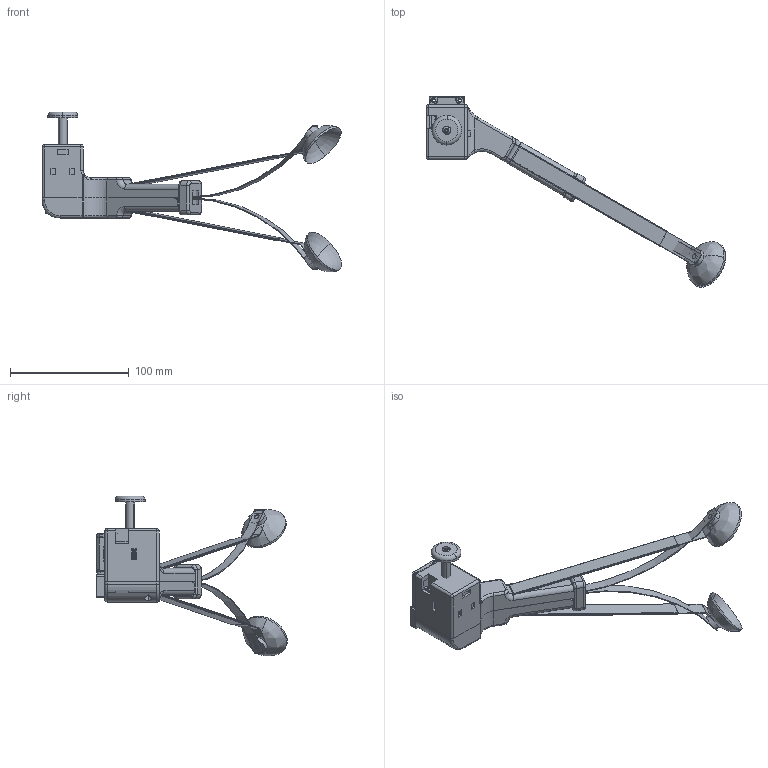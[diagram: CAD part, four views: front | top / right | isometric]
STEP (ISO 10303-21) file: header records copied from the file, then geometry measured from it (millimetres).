
FILE_DESCRIPTION (( 'STEP AP214' ), '1' );
FILE_NAME ('ASM-207_Gripper_Simple.STEP', '2023-01-03T01:10:09', ( '' ), ( '' ), 'SwSTEP 2.0', 'SolidWorks 2018', '' );
FILE_SCHEMA (( 'AUTOMOTIVE_DESIGN' ));
Length unit declared in the file: millimetre
Products named in the file (1): ASM-207_Gripper_Simple
Bounding box: 251.85 x 160.2 x 134.51 mm (x, y, z)
Surface area: 72381.3 mm2 (no closed solid volume)
Topology: 0 solids, 25 shells, 406 faces, 1405 edges, 989 vertices
Faces by surface type: plane 217, cylinder 120, torus 26, cone 23, bspline 10, sphere 10
Entity records: 20239 total; most frequent: CARTESIAN_POINT 3730, DIRECTION 2537, ORIENTED_EDGE 2221, EDGE_CURVE 1395, VERTEX_POINT 989, VECTOR 941, LINE 941, AXIS2_PLACEMENT_3D 798
